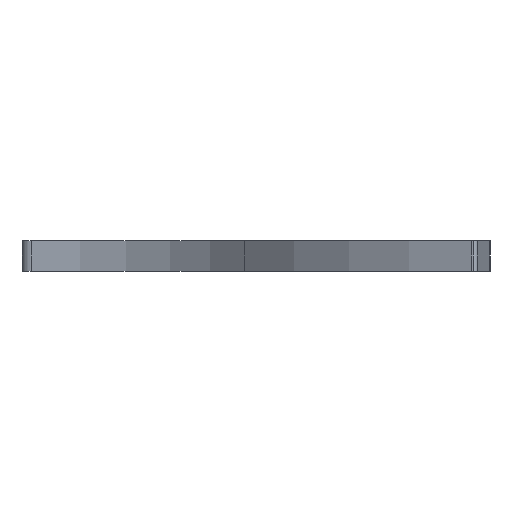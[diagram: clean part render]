
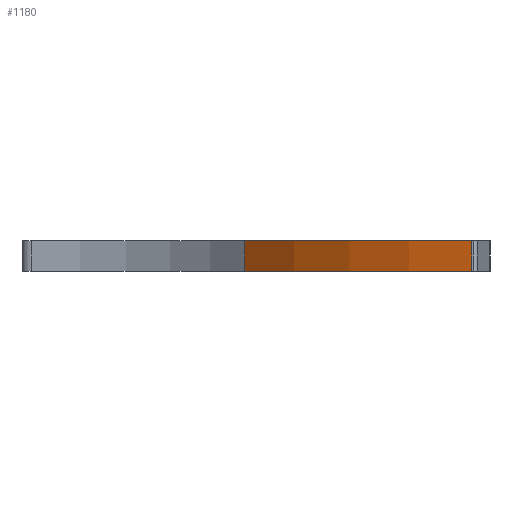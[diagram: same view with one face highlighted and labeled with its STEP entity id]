
A CAD part, left-side view. The second image highlights one B-rep face of the part: STEP entity #1180.
In plain terms, the highlighted cylindrical face has radius 49 mm (diameter 98 mm), a partial arc.
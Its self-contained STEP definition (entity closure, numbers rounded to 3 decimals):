
#2 = DIRECTION ( 'NONE',  ( 0., 0., 1. ) ) ;
#13 = AXIS2_PLACEMENT_3D ( 'NONE', #1108, #375, #750 ) ;
#15 = ORIENTED_EDGE ( 'NONE', *, *, #64, .T. ) ;
#47 = EDGE_CURVE ( 'NONE', #825, #539, #566, .T. ) ;
#64 = EDGE_CURVE ( 'NONE', #825, #659, #958, .T. ) ;
#116 = DIRECTION ( 'NONE',  ( 0., 0., -1. ) ) ;
#124 = DIRECTION ( 'NONE',  ( 0., 0., 1. ) ) ;
#158 = DIRECTION ( 'NONE',  ( 0., 0., 1. ) ) ;
#178 = CYLINDRICAL_SURFACE ( 'NONE', #13, 49. ) ;
#229 = VECTOR ( 'NONE', #2, 1000. ) ;
#302 = ORIENTED_EDGE ( 'NONE', *, *, #47, .F. ) ;
#332 = VERTEX_POINT ( 'NONE', #1123 ) ;
#339 = CARTESIAN_POINT ( 'NONE',  ( -47.011, -46.182, 3. ) ) ;
#375 = DIRECTION ( 'NONE',  ( 0., 0., -1. ) ) ;
#486 = AXIS2_PLACEMENT_3D ( 'NONE', #1190, #158, #789 ) ;
#503 = CARTESIAN_POINT ( 'NONE',  ( -33.125, -23.893, 3. ) ) ;
#539 = VERTEX_POINT ( 'NONE', #339 ) ;
#555 = EDGE_CURVE ( 'NONE', #659, #332, #933, .T. ) ;
#566 = CIRCLE ( 'NONE', #762, 49. ) ;
#595 = CARTESIAN_POINT ( 'NONE',  ( 0., -60., 3. ) ) ;
#600 = DIRECTION ( 'NONE',  ( -1., 0., 0. ) ) ;
#639 = CARTESIAN_POINT ( 'NONE',  ( -47.011, -46.182, 3. ) ) ;
#648 = CARTESIAN_POINT ( 'NONE',  ( -33.125, -23.893, 0. ) ) ;
#651 = FACE_OUTER_BOUND ( 'NONE', #1120, .T. ) ;
#659 = VERTEX_POINT ( 'NONE', #648 ) ;
#734 = EDGE_CURVE ( 'NONE', #332, #539, #1122, .T. ) ;
#740 = ORIENTED_EDGE ( 'NONE', *, *, #734, .T. ) ;
#750 = DIRECTION ( 'NONE',  ( -1., 0., 0. ) ) ;
#755 = CARTESIAN_POINT ( 'NONE',  ( -33.125, -23.893, 3. ) ) ;
#762 = AXIS2_PLACEMENT_3D ( 'NONE', #595, #124, #600 ) ;
#789 = DIRECTION ( 'NONE',  ( -1., 0., 0. ) ) ;
#825 = VERTEX_POINT ( 'NONE', #755 ) ;
#933 = CIRCLE ( 'NONE', #486, 49. ) ;
#944 = ORIENTED_EDGE ( 'NONE', *, *, #555, .T. ) ;
#958 = LINE ( 'NONE', #503, #975 ) ;
#975 = VECTOR ( 'NONE', #116, 1000. ) ;
#1108 = CARTESIAN_POINT ( 'NONE',  ( 0., -60., 3. ) ) ;
#1120 = EDGE_LOOP ( 'NONE', ( #944, #740, #302, #15 ) ) ;
#1122 = LINE ( 'NONE', #639, #229 ) ;
#1123 = CARTESIAN_POINT ( 'NONE',  ( -47.011, -46.182, 0. ) ) ;
#1180 = ADVANCED_FACE ( 'NONE', ( #651 ), #178, .T. ) ;
#1190 = CARTESIAN_POINT ( 'NONE',  ( 0., -60., 0. ) ) ;
